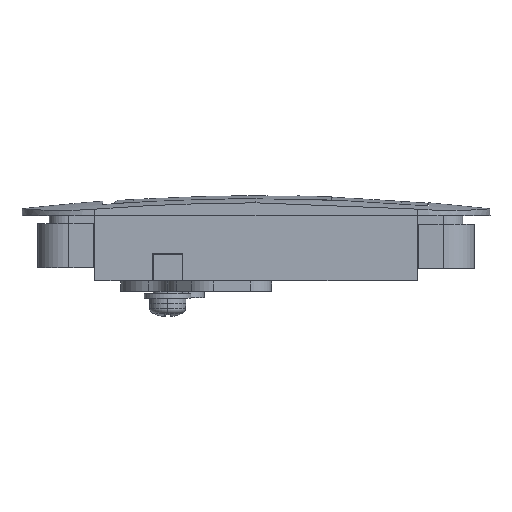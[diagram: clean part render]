
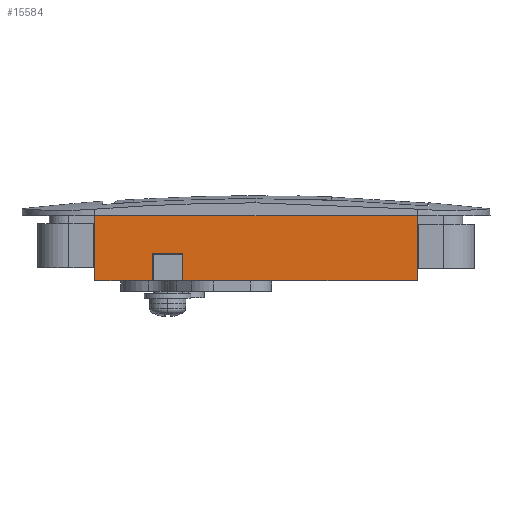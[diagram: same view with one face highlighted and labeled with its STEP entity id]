
A CAD part, left-side view. The second image highlights one B-rep face of the part: STEP entity #15584.
In plain terms, the highlighted planar face has unit normal (-1, 0, 0).
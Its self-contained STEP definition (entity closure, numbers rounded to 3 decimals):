
#305 = CARTESIAN_POINT ( 'NONE',  ( -11.5, 31., -12.5 ) ) ;
#353 = EDGE_LOOP ( 'NONE', ( #9559, #6764, #13661, #8350, #11393, #1014, #12461, #6058 ) ) ;
#447 = VERTEX_POINT ( 'NONE', #9403 ) ;
#465 = VECTOR ( 'NONE', #3648, 1000. ) ;
#839 = EDGE_CURVE ( 'NONE', #10432, #6400, #8432, .T. ) ;
#915 = CARTESIAN_POINT ( 'NONE',  ( -11.5, 19.9, -7.3 ) ) ;
#1014 = ORIENTED_EDGE ( 'NONE', *, *, #839, .F. ) ;
#1642 = DIRECTION ( 'NONE',  ( 0., 0., -1. ) ) ;
#1994 = CARTESIAN_POINT ( 'NONE',  ( -11.5, 31., 0. ) ) ;
#2122 = LINE ( 'NONE', #1994, #8687 ) ;
#2176 = EDGE_CURVE ( 'NONE', #3616, #447, #13876, .T. ) ;
#2440 = VECTOR ( 'NONE', #12588, 1000. ) ;
#2600 = EDGE_CURVE ( 'NONE', #7224, #10432, #3932, .T. ) ;
#3540 = CARTESIAN_POINT ( 'NONE',  ( -11.5, 14.1, -12.5 ) ) ;
#3616 = VERTEX_POINT ( 'NONE', #9012 ) ;
#3648 = DIRECTION ( 'NONE',  ( 0., 0., 1. ) ) ;
#3819 = VERTEX_POINT ( 'NONE', #915 ) ;
#3883 = EDGE_CURVE ( 'NONE', #4084, #6400, #2122, .T. ) ;
#3932 = LINE ( 'NONE', #9067, #6078 ) ;
#4084 = VERTEX_POINT ( 'NONE', #12164 ) ;
#4093 = CARTESIAN_POINT ( 'NONE',  ( -11.5, 31., -12.5 ) ) ;
#4177 = EDGE_CURVE ( 'NONE', #9167, #447, #7715, .T. ) ;
#5148 = CARTESIAN_POINT ( 'NONE',  ( -11.5, 31., -7.3 ) ) ;
#5189 = CARTESIAN_POINT ( 'NONE',  ( -11.5, 19.9, -12.5 ) ) ;
#5634 = EDGE_CURVE ( 'NONE', #7224, #3819, #7297, .T. ) ;
#5839 = DIRECTION ( 'NONE',  ( 0., 1., 0. ) ) ;
#6028 = LINE ( 'NONE', #7348, #465 ) ;
#6058 = ORIENTED_EDGE ( 'NONE', *, *, #5634, .T. ) ;
#6078 = VECTOR ( 'NONE', #12773, 1000. ) ;
#6400 = VERTEX_POINT ( 'NONE', #7587 ) ;
#6650 = LINE ( 'NONE', #5148, #10561 ) ;
#6764 = ORIENTED_EDGE ( 'NONE', *, *, #2176, .T. ) ;
#7224 = VERTEX_POINT ( 'NONE', #10319 ) ;
#7297 = LINE ( 'NONE', #5189, #8449 ) ;
#7348 = CARTESIAN_POINT ( 'NONE',  ( -11.5, -31., -12.5 ) ) ;
#7587 = CARTESIAN_POINT ( 'NONE',  ( -11.5, 31., 0. ) ) ;
#7715 = LINE ( 'NONE', #8725, #15266 ) ;
#8217 = EDGE_CURVE ( 'NONE', #9167, #4084, #6028, .T. ) ;
#8350 = ORIENTED_EDGE ( 'NONE', *, *, #8217, .T. ) ;
#8432 = LINE ( 'NONE', #12655, #2440 ) ;
#8449 = VECTOR ( 'NONE', #10014, 1000. ) ;
#8687 = VECTOR ( 'NONE', #5839, 1000. ) ;
#8725 = CARTESIAN_POINT ( 'NONE',  ( -11.5, 31., -12.5 ) ) ;
#9012 = CARTESIAN_POINT ( 'NONE',  ( -11.5, 14.1, -7.3 ) ) ;
#9067 = CARTESIAN_POINT ( 'NONE',  ( -11.5, 31., -12.5 ) ) ;
#9167 = VERTEX_POINT ( 'NONE', #13416 ) ;
#9403 = CARTESIAN_POINT ( 'NONE',  ( -11.5, 14.1, -12.5 ) ) ;
#9559 = ORIENTED_EDGE ( 'NONE', *, *, #11839, .T. ) ;
#9878 = FACE_OUTER_BOUND ( 'NONE', #353, .T. ) ;
#10014 = DIRECTION ( 'NONE',  ( 0., 0., 1. ) ) ;
#10235 = DIRECTION ( 'NONE',  ( 0., -1., 0. ) ) ;
#10303 = PLANE ( 'NONE',  #13243 ) ;
#10319 = CARTESIAN_POINT ( 'NONE',  ( -11.5, 19.9, -12.5 ) ) ;
#10432 = VERTEX_POINT ( 'NONE', #305 ) ;
#10561 = VECTOR ( 'NONE', #10235, 1000. ) ;
#11288 = DIRECTION ( 'NONE',  ( 0., 1., 0. ) ) ;
#11393 = ORIENTED_EDGE ( 'NONE', *, *, #3883, .T. ) ;
#11839 = EDGE_CURVE ( 'NONE', #3819, #3616, #6650, .T. ) ;
#12164 = CARTESIAN_POINT ( 'NONE',  ( -11.5, -31., 0. ) ) ;
#12461 = ORIENTED_EDGE ( 'NONE', *, *, #2600, .F. ) ;
#12588 = DIRECTION ( 'NONE',  ( 0., 0., 1. ) ) ;
#12655 = CARTESIAN_POINT ( 'NONE',  ( -11.5, 31., -12.5 ) ) ;
#12773 = DIRECTION ( 'NONE',  ( 0., 1., 0. ) ) ;
#13243 = AXIS2_PLACEMENT_3D ( 'NONE', #4093, #14144, #1642 ) ;
#13303 = VECTOR ( 'NONE', #14541, 1000. ) ;
#13416 = CARTESIAN_POINT ( 'NONE',  ( -11.5, -31., -12.5 ) ) ;
#13661 = ORIENTED_EDGE ( 'NONE', *, *, #4177, .F. ) ;
#13876 = LINE ( 'NONE', #3540, #13303 ) ;
#14144 = DIRECTION ( 'NONE',  ( 1., 0., 0. ) ) ;
#14541 = DIRECTION ( 'NONE',  ( 0., 0., -1. ) ) ;
#15266 = VECTOR ( 'NONE', #11288, 1000. ) ;
#15584 = ADVANCED_FACE ( 'NONE', ( #9878 ), #10303, .F. ) ;
